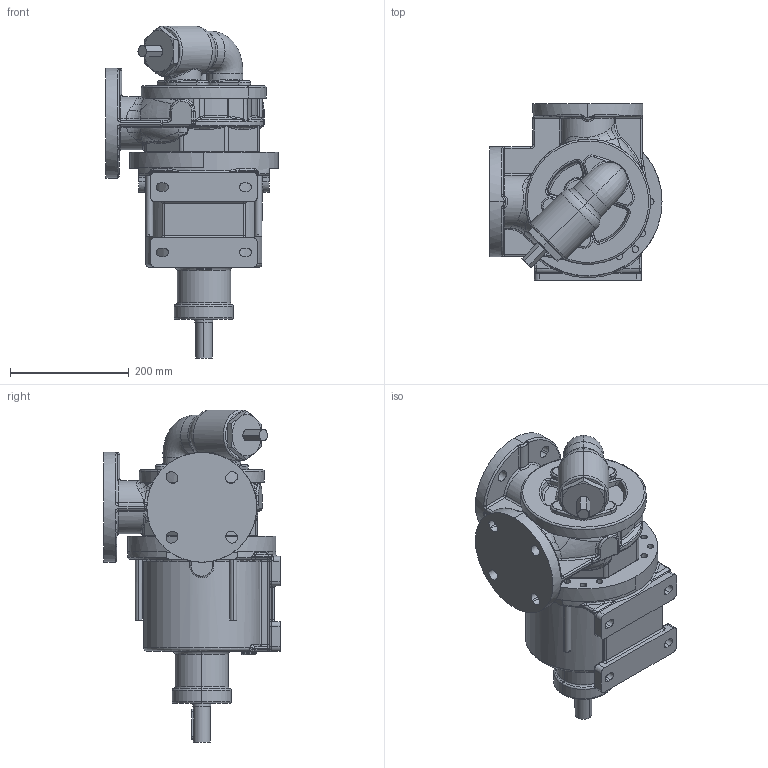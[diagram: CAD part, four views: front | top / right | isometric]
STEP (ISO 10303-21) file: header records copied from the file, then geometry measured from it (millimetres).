
FILE_DESCRIPTION((''),'2;1');
FILE_NAME('R_65_M_Y','2019-06-19T12:52:36',('Nicola'),(''),'CREO PARAMETRIC BY PTC INC, 2017110','CREO PARAMETRIC BY PTC INC, 2017110','');
FILE_SCHEMA(('CONFIG_CONTROL_DESIGN'));
Products named in the file (1): R_65_M_Y
Bounding box: 290 x 297 x 559.5 mm (x, y, z)
Volume: 13955862.6 mm3; surface area: 643523.5 mm2
Topology: 1 solids, 3 shells, 938 faces, 2222 edges, 1303 vertices
Faces by surface type: bspline 284, cylinder 281, plane 172, torus 126, sphere 40, cone 35
Entity records: 65207 total; most frequent: CARTESIAN_POINT 45308, ORIENTED_EDGE 4432, DIRECTION 3846, EDGE_CURVE 2216, AXIS2_PLACEMENT_3D 1623, VERTEX_POINT 1303, EDGE_LOOP 987, CIRCLE 969
